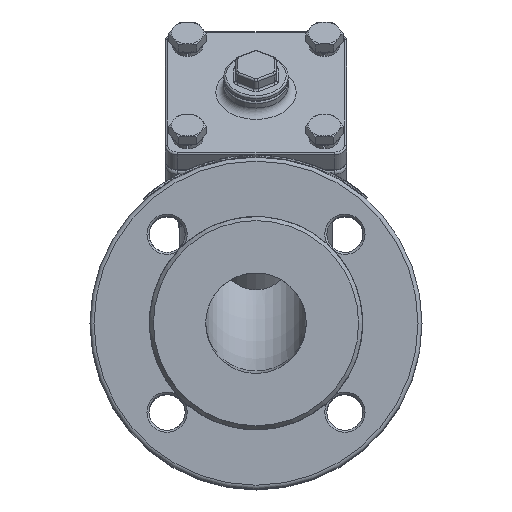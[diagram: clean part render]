
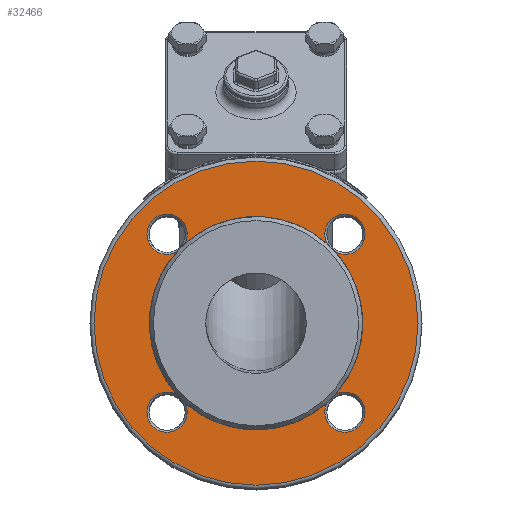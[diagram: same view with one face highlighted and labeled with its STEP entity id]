
A CAD part, top view. The second image highlights one B-rep face of the part: STEP entity #32466.
In plain terms, the highlighted planar face has unit normal (0, 0, 1).
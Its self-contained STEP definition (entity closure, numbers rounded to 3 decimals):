
#7062=FACE_BOUND('',#10747,.T.);
#8766=FACE_OUTER_BOUND('',#10746,.T.);
#10746=EDGE_LOOP('',(#28001));
#10747=EDGE_LOOP('',(#28002,#28003,#28004,#28005,#28006,#28007,#28008,#28009));
#11646=CIRCLE('',#34217,80.5);
#11647=CIRCLE('',#34220,10.);
#11648=CIRCLE('',#34221,53.);
#11649=CIRCLE('',#34222,10.);
#11650=CIRCLE('',#34223,53.);
#11651=CIRCLE('',#34224,10.);
#11652=CIRCLE('',#34225,53.);
#11653=CIRCLE('',#34226,10.);
#11654=CIRCLE('',#34227,53.);
#14655=VERTEX_POINT('',#74563);
#14656=VERTEX_POINT('',#74567);
#14657=VERTEX_POINT('',#74568);
#14658=VERTEX_POINT('',#74570);
#14659=VERTEX_POINT('',#74572);
#14660=VERTEX_POINT('',#74574);
#14661=VERTEX_POINT('',#74576);
#14662=VERTEX_POINT('',#74578);
#14663=VERTEX_POINT('',#74580);
#19134=EDGE_CURVE('',#14655,#14655,#11646,.T.);
#19135=EDGE_CURVE('',#14656,#14657,#11647,.T.);
#19136=EDGE_CURVE('',#14658,#14656,#11648,.T.);
#19137=EDGE_CURVE('',#14659,#14658,#11649,.T.);
#19138=EDGE_CURVE('',#14660,#14659,#11650,.T.);
#19139=EDGE_CURVE('',#14661,#14660,#11651,.T.);
#19140=EDGE_CURVE('',#14662,#14661,#11652,.T.);
#19141=EDGE_CURVE('',#14663,#14662,#11653,.T.);
#19142=EDGE_CURVE('',#14657,#14663,#11654,.T.);
#28001=ORIENTED_EDGE('',*,*,#19134,.F.);
#28002=ORIENTED_EDGE('',*,*,#19135,.F.);
#28003=ORIENTED_EDGE('',*,*,#19136,.F.);
#28004=ORIENTED_EDGE('',*,*,#19137,.F.);
#28005=ORIENTED_EDGE('',*,*,#19138,.F.);
#28006=ORIENTED_EDGE('',*,*,#19139,.F.);
#28007=ORIENTED_EDGE('',*,*,#19140,.F.);
#28008=ORIENTED_EDGE('',*,*,#19141,.F.);
#28009=ORIENTED_EDGE('',*,*,#19142,.F.);
#29026=PLANE('',#34219);
#32466=ADVANCED_FACE('',(#8766,#7062),#29026,.T.);
#34217=AXIS2_PLACEMENT_3D('',#74564,#39681,#39682);
#34219=AXIS2_PLACEMENT_3D('',#74566,#39685,#39686);
#34220=AXIS2_PLACEMENT_3D('',#74569,#39687,#39688);
#34221=AXIS2_PLACEMENT_3D('',#74571,#39689,#39690);
#34222=AXIS2_PLACEMENT_3D('',#74573,#39691,#39692);
#34223=AXIS2_PLACEMENT_3D('',#74575,#39693,#39694);
#34224=AXIS2_PLACEMENT_3D('',#74577,#39695,#39696);
#34225=AXIS2_PLACEMENT_3D('',#74579,#39697,#39698);
#34226=AXIS2_PLACEMENT_3D('',#74581,#39699,#39700);
#34227=AXIS2_PLACEMENT_3D('',#74582,#39701,#39702);
#39681=DIRECTION('center_axis',(0.,0.,-1.));
#39682=DIRECTION('ref_axis',(-1.,0.,0.));
#39685=DIRECTION('center_axis',(0.,0.,1.));
#39686=DIRECTION('ref_axis',(1.,0.,0.));
#39687=DIRECTION('center_axis',(0.,0.,1.));
#39688=DIRECTION('ref_axis',(1.,0.,0.));
#39689=DIRECTION('center_axis',(0.,0.,1.));
#39690=DIRECTION('ref_axis',(-1.,0.,0.));
#39691=DIRECTION('center_axis',(0.,0.,1.));
#39692=DIRECTION('ref_axis',(1.,0.,0.));
#39693=DIRECTION('center_axis',(0.,0.,1.));
#39694=DIRECTION('ref_axis',(-1.,0.,0.));
#39695=DIRECTION('center_axis',(0.,0.,1.));
#39696=DIRECTION('ref_axis',(1.,0.,0.));
#39697=DIRECTION('center_axis',(0.,0.,1.));
#39698=DIRECTION('ref_axis',(-1.,0.,0.));
#39699=DIRECTION('center_axis',(0.,0.,1.));
#39700=DIRECTION('ref_axis',(1.,0.,0.));
#39701=DIRECTION('center_axis',(0.,0.,1.));
#39702=DIRECTION('ref_axis',(-1.,0.,0.));
#74563=CARTESIAN_POINT('',(80.5,0.,227.));
#74564=CARTESIAN_POINT('Origin',(0.,0.,227.));
#74566=CARTESIAN_POINT('Origin',(0.,0.,
227.));
#74567=CARTESIAN_POINT('',(-39.454,-35.389,227.));
#74568=CARTESIAN_POINT('',(-35.389,-39.454,227.));
#74569=CARTESIAN_POINT('Origin',(-44.194,-44.194,227.));
#74570=CARTESIAN_POINT('',(-39.454,35.389,227.));
#74571=CARTESIAN_POINT('Origin',(0.,0.,227.));
#74572=CARTESIAN_POINT('',(-35.389,39.454,227.));
#74573=CARTESIAN_POINT('Origin',(-44.194,44.194,227.));
#74574=CARTESIAN_POINT('',(35.389,39.454,227.));
#74575=CARTESIAN_POINT('Origin',(0.,0.,227.));
#74576=CARTESIAN_POINT('',(39.454,35.389,227.));
#74577=CARTESIAN_POINT('Origin',(44.194,44.194,227.));
#74578=CARTESIAN_POINT('',(39.454,-35.389,227.));
#74579=CARTESIAN_POINT('Origin',(0.,0.,227.));
#74580=CARTESIAN_POINT('',(35.389,-39.454,227.));
#74581=CARTESIAN_POINT('Origin',(44.194,-44.194,227.));
#74582=CARTESIAN_POINT('Origin',(0.,0.,227.));
